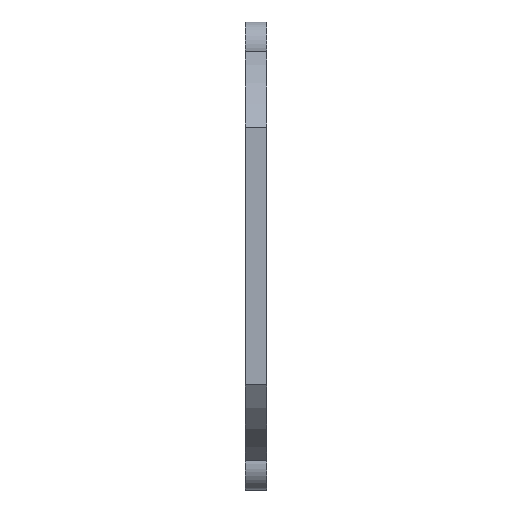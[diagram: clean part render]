
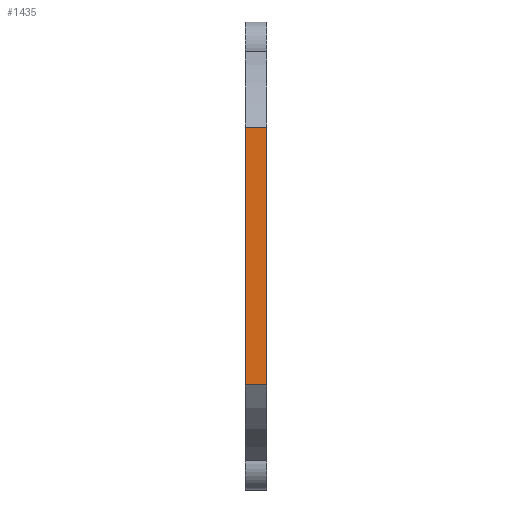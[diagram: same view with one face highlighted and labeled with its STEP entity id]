
A CAD part, left-side view. The second image highlights one B-rep face of the part: STEP entity #1435.
In plain terms, the highlighted planar face has unit normal (-1, 0, 0).
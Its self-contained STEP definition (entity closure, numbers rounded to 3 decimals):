
#31 = LINE ( 'NONE', #1483, #1198 ) ;
#143 = DIRECTION ( 'NONE',  ( 0., -1., 0. ) ) ;
#163 = LINE ( 'NONE', #867, #1349 ) ;
#175 = EDGE_CURVE ( 'NONE', #1022, #1180, #1322, .T. ) ;
#322 = DIRECTION ( 'NONE',  ( 0., 1., 0. ) ) ;
#382 = DIRECTION ( 'NONE',  ( 0., -1., 0. ) ) ;
#399 = DIRECTION ( 'NONE',  ( 0., 0., 1. ) ) ;
#432 = ORIENTED_EDGE ( 'NONE', *, *, #1298, .F. ) ;
#452 = CARTESIAN_POINT ( 'NONE',  ( -68.005, 0., 27. ) ) ;
#469 = DIRECTION ( 'NONE',  ( 0., 0., 1. ) ) ;
#492 = CARTESIAN_POINT ( 'NONE',  ( -68.005, 4.5, 27. ) ) ;
#537 = AXIS2_PLACEMENT_3D ( 'NONE', #766, #891, #322 ) ;
#646 = CARTESIAN_POINT ( 'NONE',  ( -68.005, 0., -27. ) ) ;
#692 = EDGE_CURVE ( 'NONE', #1246, #1180, #980, .T. ) ;
#727 = CARTESIAN_POINT ( 'NONE',  ( -68.005, 4.5, 27. ) ) ;
#766 = CARTESIAN_POINT ( 'NONE',  ( -68.005, 4.5, -27. ) ) ;
#785 = VECTOR ( 'NONE', #382, 1000. ) ;
#807 = EDGE_CURVE ( 'NONE', #1562, #1022, #163, .T. ) ;
#816 = VECTOR ( 'NONE', #469, 1000. ) ;
#867 = CARTESIAN_POINT ( 'NONE',  ( -68.005, 4.5, -27. ) ) ;
#891 = DIRECTION ( 'NONE',  ( 1., 0., 0. ) ) ;
#980 = LINE ( 'NONE', #492, #785 ) ;
#1005 = PLANE ( 'NONE',  #537 ) ;
#1022 = VERTEX_POINT ( 'NONE', #646 ) ;
#1045 = ORIENTED_EDGE ( 'NONE', *, *, #807, .T. ) ;
#1159 = ORIENTED_EDGE ( 'NONE', *, *, #692, .F. ) ;
#1180 = VERTEX_POINT ( 'NONE', #452 ) ;
#1182 = CARTESIAN_POINT ( 'NONE',  ( -68.005, 4.5, -27. ) ) ;
#1198 = VECTOR ( 'NONE', #399, 1000. ) ;
#1201 = ORIENTED_EDGE ( 'NONE', *, *, #175, .T. ) ;
#1246 = VERTEX_POINT ( 'NONE', #727 ) ;
#1298 = EDGE_CURVE ( 'NONE', #1562, #1246, #31, .T. ) ;
#1307 = CARTESIAN_POINT ( 'NONE',  ( -68.005, 0., -27. ) ) ;
#1322 = LINE ( 'NONE', #1307, #816 ) ;
#1349 = VECTOR ( 'NONE', #143, 1000. ) ;
#1392 = FACE_OUTER_BOUND ( 'NONE', #1508, .T. ) ;
#1435 = ADVANCED_FACE ( 'NONE', ( #1392 ), #1005, .F. ) ;
#1483 = CARTESIAN_POINT ( 'NONE',  ( -68.005, 4.5, -27. ) ) ;
#1508 = EDGE_LOOP ( 'NONE', ( #1201, #1159, #432, #1045 ) ) ;
#1562 = VERTEX_POINT ( 'NONE', #1182 ) ;
